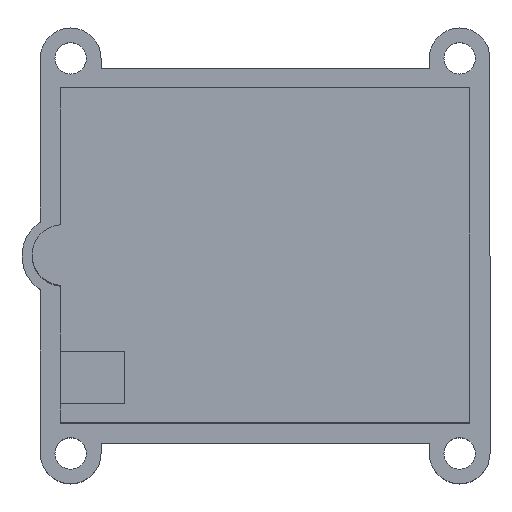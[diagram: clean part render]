
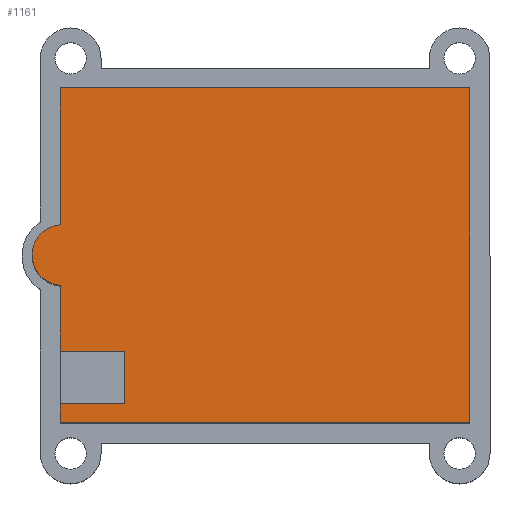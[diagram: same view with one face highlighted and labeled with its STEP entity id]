
A CAD part, top view. The second image highlights one B-rep face of the part: STEP entity #1161.
In plain terms, the highlighted planar face has unit normal (0, 0, 1).
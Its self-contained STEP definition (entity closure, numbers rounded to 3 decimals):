
#20 = VECTOR ( 'NONE', #1484, 1000. ) ;
#87 = ORIENTED_EDGE ( 'NONE', *, *, #3726, .T. ) ;
#129 = PLANE ( 'NONE',  #1967 ) ;
#149 = LINE ( 'NONE', #2039, #3521 ) ;
#235 = LINE ( 'NONE', #2061, #2163 ) ;
#239 = CARTESIAN_POINT ( 'NONE',  ( -20.2, -14.7, 61. ) ) ;
#244 = DIRECTION ( 'NONE',  ( 0., 0., 1. ) ) ;
#355 = CARTESIAN_POINT ( 'NONE',  ( 20.2, -16.5, 61. ) ) ;
#436 = VERTEX_POINT ( 'NONE', #2550 ) ;
#501 = CARTESIAN_POINT ( 'NONE',  ( 20.2, 16.5, 61. ) ) ;
#514 = LINE ( 'NONE', #572, #20 ) ;
#523 = CARTESIAN_POINT ( 'NONE',  ( -20.2, -16.5, 61. ) ) ;
#565 = LINE ( 'NONE', #1824, #1211 ) ;
#572 = CARTESIAN_POINT ( 'NONE',  ( 0., -16.5, 61. ) ) ;
#629 = VERTEX_POINT ( 'NONE', #2403 ) ;
#638 = DIRECTION ( 'NONE',  ( 0., -1., 0. ) ) ;
#641 = VERTEX_POINT ( 'NONE', #523 ) ;
#750 = DIRECTION ( 'NONE',  ( 0., 0., 1. ) ) ;
#840 = ORIENTED_EDGE ( 'NONE', *, *, #2652, .T. ) ;
#876 = VERTEX_POINT ( 'NONE', #993 ) ;
#923 = ORIENTED_EDGE ( 'NONE', *, *, #1356, .T. ) ;
#939 = CARTESIAN_POINT ( 'NONE',  ( 0., 16.5, 61. ) ) ;
#958 = DIRECTION ( 'NONE',  ( -1., 0., 0. ) ) ;
#993 = CARTESIAN_POINT ( 'NONE',  ( -13.85, -14.7, 61. ) ) ;
#1010 = EDGE_CURVE ( 'NONE', #2282, #436, #1247, .T. ) ;
#1111 = CARTESIAN_POINT ( 'NONE',  ( -13.85, 0., 61. ) ) ;
#1161 = ADVANCED_FACE ( 'NONE', ( #3490 ), #129, .T. ) ;
#1191 = LINE ( 'NONE', #2667, #2497 ) ;
#1211 = VECTOR ( 'NONE', #2104, 1000. ) ;
#1220 = DIRECTION ( 'NONE',  ( 1., 0., 0. ) ) ;
#1222 = CARTESIAN_POINT ( 'NONE',  ( -20.2, 2.993, 61. ) ) ;
#1247 = LINE ( 'NONE', #939, #1650 ) ;
#1275 = AXIS2_PLACEMENT_3D ( 'NONE', #2730, #244, #1220 ) ;
#1356 = EDGE_CURVE ( 'NONE', #436, #2729, #235, .T. ) ;
#1359 = DIRECTION ( 'NONE',  ( 0., -1., 0. ) ) ;
#1457 = DIRECTION ( 'NONE',  ( 1., 0., 0. ) ) ;
#1460 = VECTOR ( 'NONE', #1457, 1000. ) ;
#1478 = DIRECTION ( 'NONE',  ( 1., 0., 0. ) ) ;
#1484 = DIRECTION ( 'NONE',  ( 1., 0., 0. ) ) ;
#1491 = DIRECTION ( 'NONE',  ( 0., -1., 0. ) ) ;
#1650 = VECTOR ( 'NONE', #958, 1000. ) ;
#1725 = ORIENTED_EDGE ( 'NONE', *, *, #2279, .T. ) ;
#1824 = CARTESIAN_POINT ( 'NONE',  ( -20.2, 0., 61. ) ) ;
#1861 = CIRCLE ( 'NONE', #1275, 3. ) ;
#1966 = VERTEX_POINT ( 'NONE', #239 ) ;
#1967 = AXIS2_PLACEMENT_3D ( 'NONE', #3207, #750, #3168 ) ;
#1981 = EDGE_CURVE ( 'NONE', #2672, #629, #1191, .T. ) ;
#1990 = EDGE_CURVE ( 'NONE', #1966, #876, #2426, .T. ) ;
#2039 = CARTESIAN_POINT ( 'NONE',  ( 20.2, 0., 61. ) ) ;
#2058 = DIRECTION ( 'NONE',  ( 0., 1., 0. ) ) ;
#2061 = CARTESIAN_POINT ( 'NONE',  ( -20.2, 0., 61. ) ) ;
#2104 = DIRECTION ( 'NONE',  ( 0., -1., 0. ) ) ;
#2163 = VECTOR ( 'NONE', #1491, 1000. ) ;
#2179 = VECTOR ( 'NONE', #638, 1000. ) ;
#2227 = LINE ( 'NONE', #3101, #2179 ) ;
#2242 = EDGE_LOOP ( 'NONE', ( #3250, #923, #2717, #87, #2515, #840, #3256, #2824, #3403, #1725 ) ) ;
#2279 = EDGE_CURVE ( 'NONE', #2555, #2282, #149, .T. ) ;
#2282 = VERTEX_POINT ( 'NONE', #501 ) ;
#2314 = LINE ( 'NONE', #1111, #3140 ) ;
#2403 = CARTESIAN_POINT ( 'NONE',  ( -13.85, -9.5, 61. ) ) ;
#2426 = LINE ( 'NONE', #3643, #1460 ) ;
#2497 = VECTOR ( 'NONE', #1478, 1000. ) ;
#2515 = ORIENTED_EDGE ( 'NONE', *, *, #1981, .T. ) ;
#2550 = CARTESIAN_POINT ( 'NONE',  ( -20.2, 16.5, 61. ) ) ;
#2555 = VERTEX_POINT ( 'NONE', #355 ) ;
#2652 = EDGE_CURVE ( 'NONE', #629, #876, #2314, .T. ) ;
#2667 = CARTESIAN_POINT ( 'NONE',  ( 0., -9.5, 61. ) ) ;
#2672 = VERTEX_POINT ( 'NONE', #2879 ) ;
#2717 = ORIENTED_EDGE ( 'NONE', *, *, #3236, .T. ) ;
#2729 = VERTEX_POINT ( 'NONE', #1222 ) ;
#2730 = CARTESIAN_POINT ( 'NONE',  ( -20., 0., 61. ) ) ;
#2824 = ORIENTED_EDGE ( 'NONE', *, *, #3543, .T. ) ;
#2879 = CARTESIAN_POINT ( 'NONE',  ( -20.2, -9.5, 61. ) ) ;
#3101 = CARTESIAN_POINT ( 'NONE',  ( -20.2, 0., 61. ) ) ;
#3140 = VECTOR ( 'NONE', #1359, 1000. ) ;
#3168 = DIRECTION ( 'NONE',  ( 1., 0., 0. ) ) ;
#3207 = CARTESIAN_POINT ( 'NONE',  ( 0., 0., 61. ) ) ;
#3236 = EDGE_CURVE ( 'NONE', #2729, #3980, #1861, .T. ) ;
#3250 = ORIENTED_EDGE ( 'NONE', *, *, #1010, .T. ) ;
#3256 = ORIENTED_EDGE ( 'NONE', *, *, #1990, .F. ) ;
#3390 = EDGE_CURVE ( 'NONE', #641, #2555, #514, .T. ) ;
#3403 = ORIENTED_EDGE ( 'NONE', *, *, #3390, .T. ) ;
#3490 = FACE_OUTER_BOUND ( 'NONE', #2242, .T. ) ;
#3521 = VECTOR ( 'NONE', #2058, 1000. ) ;
#3543 = EDGE_CURVE ( 'NONE', #1966, #641, #2227, .T. ) ;
#3643 = CARTESIAN_POINT ( 'NONE',  ( 0., -14.7, 61. ) ) ;
#3726 = EDGE_CURVE ( 'NONE', #3980, #2672, #565, .T. ) ;
#3730 = CARTESIAN_POINT ( 'NONE',  ( -20.2, -2.993, 61. ) ) ;
#3980 = VERTEX_POINT ( 'NONE', #3730 ) ;
